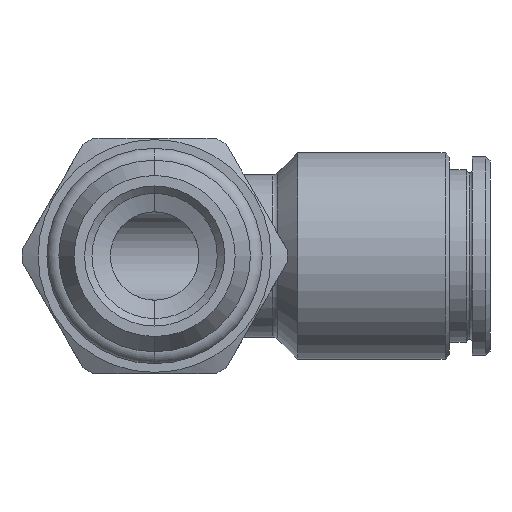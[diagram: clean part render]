
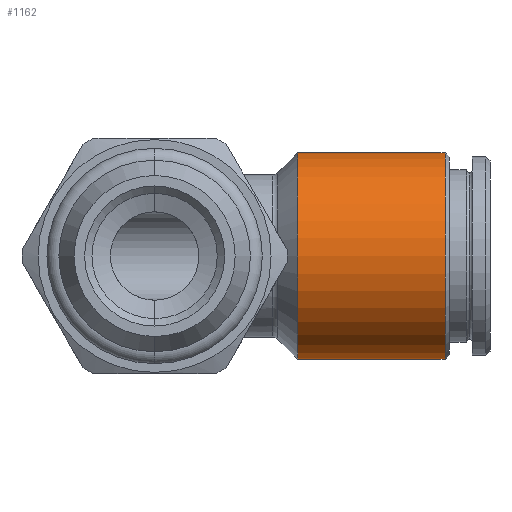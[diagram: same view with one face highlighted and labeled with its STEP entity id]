
A CAD part, front view. The second image highlights one B-rep face of the part: STEP entity #1162.
In plain terms, the highlighted cylindrical face has radius 7 mm (diameter 14 mm), a partial arc.
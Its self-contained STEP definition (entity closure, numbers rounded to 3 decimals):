
#230 = VERTEX_POINT ( 'NONE', #2206 ) ;
#301 = EDGE_LOOP ( 'NONE', ( #1021, #1004, #987, #1003 ) ) ;
#355 = VERTEX_POINT ( 'NONE', #2180 ) ;
#374 = VERTEX_POINT ( 'NONE', #2186 ) ;
#486 = CARTESIAN_POINT ( 'NONE',  ( 19.7, 0., 0. ) ) ;
#487 = DIRECTION ( 'NONE',  ( -1., 0., 0. ) ) ;
#488 = DIRECTION ( 'NONE',  ( 0., 0., 1. ) ) ;
#791 = CARTESIAN_POINT ( 'NONE',  ( 9.707, 0., 7. ) ) ;
#987 = ORIENTED_EDGE ( 'NONE', *, *, #1218, .T. ) ;
#1003 = ORIENTED_EDGE ( 'NONE', *, *, #1342, .T. ) ;
#1004 = ORIENTED_EDGE ( 'NONE', *, *, #1358, .T. ) ;
#1021 = ORIENTED_EDGE ( 'NONE', *, *, #1216, .F. ) ;
#1162 = ADVANCED_FACE ( 'NONE', ( #2658 ), #2684, .T. ) ;
#1216 = EDGE_CURVE ( 'NONE', #230, #355, #2909, .T. ) ;
#1218 = EDGE_CURVE ( 'NONE', #374, #2085, #2921, .T. ) ;
#1342 = EDGE_CURVE ( 'NONE', #2085, #355, #1491, .T. ) ;
#1358 = EDGE_CURVE ( 'NONE', #230, #374, #1460, .T. ) ;
#1460 = CIRCLE ( 'NONE', #1472, 7. ) ;
#1472 = AXIS2_PLACEMENT_3D ( 'NONE', #486, #487, #488 ) ;
#1474 = AXIS2_PLACEMENT_3D ( 'NONE', #3003, #3004, #3005 ) ;
#1475 = VECTOR ( 'NONE', #2915, 1000. ) ;
#1481 = VECTOR ( 'NONE', #2923, 1000. ) ;
#1491 = CIRCLE ( 'NONE', #1474, 7. ) ;
#2085 = VERTEX_POINT ( 'NONE', #791 ) ;
#2180 = CARTESIAN_POINT ( 'NONE',  ( 9.707, 0., -7. ) ) ;
#2186 = CARTESIAN_POINT ( 'NONE',  ( 19.7, 0., 7. ) ) ;
#2206 = CARTESIAN_POINT ( 'NONE',  ( 19.7, 0., -7. ) ) ;
#2657 = DIRECTION ( 'NONE',  ( -1., 0., 0. ) ) ;
#2658 = FACE_OUTER_BOUND ( 'NONE', #301, .T. ) ;
#2682 = CARTESIAN_POINT ( 'NONE',  ( 0., 0., 0. ) ) ;
#2684 = CYLINDRICAL_SURFACE ( 'NONE', #3038, 7. ) ;
#2685 = DIRECTION ( 'NONE',  ( 0., 0., 1. ) ) ;
#2908 = CARTESIAN_POINT ( 'NONE',  ( 0., 0., -7. ) ) ;
#2909 = LINE ( 'NONE', #2908, #1475 ) ;
#2915 = DIRECTION ( 'NONE',  ( -1., 0., 0. ) ) ;
#2921 = LINE ( 'NONE', #2922, #1481 ) ;
#2922 = CARTESIAN_POINT ( 'NONE',  ( 0., 0., 7. ) ) ;
#2923 = DIRECTION ( 'NONE',  ( -1., 0., 0. ) ) ;
#3003 = CARTESIAN_POINT ( 'NONE',  ( 9.707, 0., 0. ) ) ;
#3004 = DIRECTION ( 'NONE',  ( 1., 0., 0. ) ) ;
#3005 = DIRECTION ( 'NONE',  ( 0., 0., -1. ) ) ;
#3038 = AXIS2_PLACEMENT_3D ( 'NONE', #2682, #2657, #2685 ) ;
